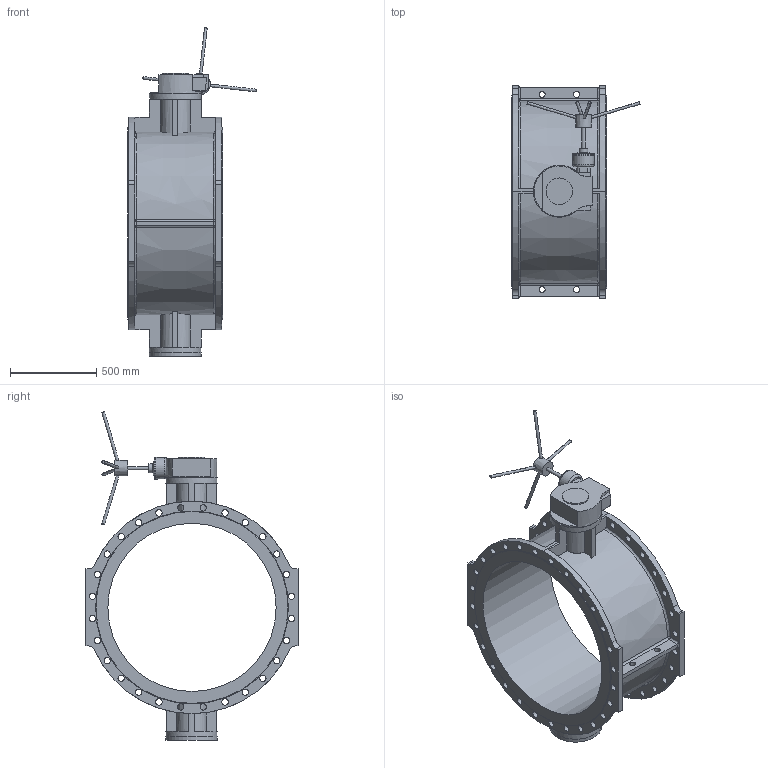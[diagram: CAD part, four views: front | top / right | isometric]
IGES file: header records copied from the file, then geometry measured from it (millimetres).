
Start section: SolidWorks IGES file using analytic representation for surfaces
Global section: file name: O_756_1_DN1000_0XXXXXX_AA0.igs; native system: SolidWorks 2012; preprocessor: SolidWorks 2012; author: pbm; date: 180413.075028; units: millimetre
Bounding box: 743.37 x 1230 x 1903.84 mm (x, y, z)
Surface area: 6288199.3 mm2 (no closed solid volume)
Topology: 0 solids, 0 shells, 326 faces, 1784 edges, 1622 vertices
Faces by surface type: bspline 166, revolution 160
